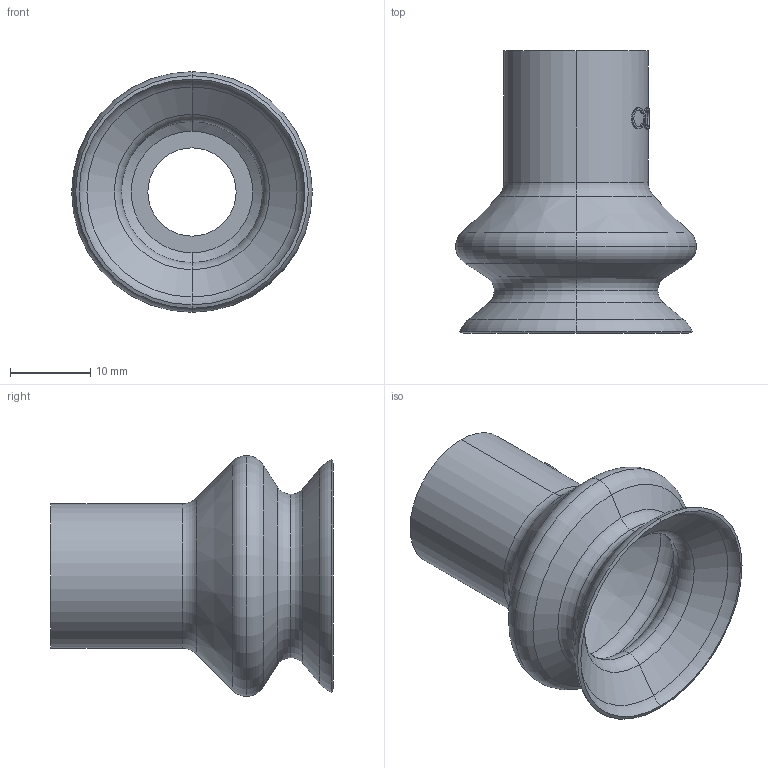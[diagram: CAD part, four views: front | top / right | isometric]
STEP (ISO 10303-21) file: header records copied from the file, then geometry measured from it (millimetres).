
FILE_DESCRIPTION(('STEP AP214'),'1');
FILE_NAME('COVAL_MVS301_5SIT5.stp','2017-12-27T18:42:01',('TraceParts'),('TraceParts S.A.'),'Spatial InterOp 3D',' ',' ');
FILE_SCHEMA(('automotive_design'));
Length unit declared in the file: millimetre
Products named in the file (1): COVAL_MVS301_5SIT5
Bounding box: 30 x 35.2 x 30 mm (x, y, z)
Volume: 5149.9 mm3; surface area: 5441.9 mm2
Topology: 1 solids, 1 shells, 92 faces, 213 edges, 130 vertices
Faces by surface type: bspline 29, torus 22, plane 16, cone 14, cylinder 11
Entity records: 7535 total; most frequent: CARTESIAN_POINT 4895, ORIENTED_EDGE 426, DIRECTION 334, EDGE_CURVE 213, AXIS2_PLACEMENT_3D 152, VERTEX_POINT 130, EDGE_LOOP 101, B_SPLINE_CURVE_WITH_KNOTS 95
